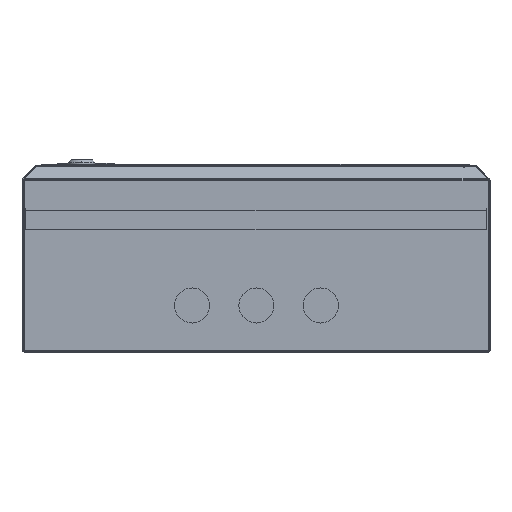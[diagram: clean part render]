
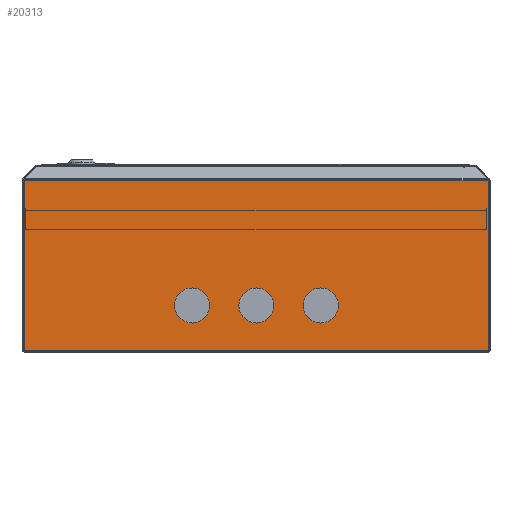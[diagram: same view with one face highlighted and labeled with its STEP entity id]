
A CAD part, front view. The second image highlights one B-rep face of the part: STEP entity #20313.
In plain terms, the highlighted planar face has unit normal (0, -1, 0).
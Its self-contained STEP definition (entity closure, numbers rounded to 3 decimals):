
#286 = VERTEX_POINT ( 'NONE', #11529 ) ;
#302 = FACE_OUTER_BOUND ( 'NONE', #35039, .T. ) ;
#587 = VERTEX_POINT ( 'NONE', #7009 ) ;
#974 = EDGE_CURVE ( 'NONE', #17320, #16750, #37965, .T. ) ;
#1217 = CIRCLE ( 'NONE', #22587, 15. ) ;
#1249 = FACE_BOUND ( 'NONE', #38854, .T. ) ;
#1795 = VECTOR ( 'NONE', #20020, 1000. ) ;
#1878 = DIRECTION ( 'NONE',  ( -1., 0., 0. ) ) ;
#1977 = VECTOR ( 'NONE', #1878, 1000. ) ;
#2891 = DIRECTION ( 'NONE',  ( 0., -1., 0. ) ) ;
#3506 = PLANE ( 'NONE',  #12451 ) ;
#3516 = AXIS2_PLACEMENT_3D ( 'NONE', #16517, #37661, #19570 ) ;
#4237 = EDGE_CURVE ( 'NONE', #286, #28062, #9094, .T. ) ;
#4307 = CARTESIAN_POINT ( 'NONE',  ( -144.65, 0., 38.3 ) ) ;
#5009 = DIRECTION ( 'NONE',  ( -1., 0., 0. ) ) ;
#5683 = CIRCLE ( 'NONE', #13134, 15. ) ;
#6558 = DIRECTION ( 'NONE',  ( 1., 0., 0. ) ) ;
#7009 = CARTESIAN_POINT ( 'NONE',  ( -397.6, 0., 0. ) ) ;
#7310 = CIRCLE ( 'NONE', #20412, 15. ) ;
#7362 = DIRECTION ( 'NONE',  ( 1., 0., 0. ) ) ;
#8318 = FACE_BOUND ( 'NONE', #35323, .T. ) ;
#9094 = CIRCLE ( 'NONE', #30303, 15. ) ;
#9344 = DIRECTION ( 'NONE',  ( 0., -1., 0. ) ) ;
#9608 = EDGE_CURVE ( 'NONE', #16750, #17320, #1217, .T. ) ;
#10438 = EDGE_CURVE ( 'NONE', #31203, #587, #27315, .T. ) ;
#10583 = VERTEX_POINT ( 'NONE', #26825 ) ;
#10615 = CARTESIAN_POINT ( 'NONE',  ( -269.65, 0., 38.3 ) ) ;
#10954 = CARTESIAN_POINT ( 'NONE',  ( 0., 0., 0. ) ) ;
#11529 = CARTESIAN_POINT ( 'NONE',  ( -129.65, 0., 38.3 ) ) ;
#12350 = EDGE_CURVE ( 'NONE', #19082, #10583, #7310, .T. ) ;
#12451 = AXIS2_PLACEMENT_3D ( 'NONE', #36696, #24661, #6558 ) ;
#12854 = CIRCLE ( 'NONE', #3516, 15. ) ;
#13038 = CARTESIAN_POINT ( 'NONE',  ( -1.7, 0., 0. ) ) ;
#13134 = AXIS2_PLACEMENT_3D ( 'NONE', #4307, #25472, #7362 ) ;
#14947 = EDGE_CURVE ( 'NONE', #35407, #31001, #26109, .T. ) ;
#15110 = CARTESIAN_POINT ( 'NONE',  ( -144.65, 0., 38.3 ) ) ;
#15546 = ORIENTED_EDGE ( 'NONE', *, *, #10438, .F. ) ;
#15552 = CARTESIAN_POINT ( 'NONE',  ( -254.65, 0., 38.3 ) ) ;
#16517 = CARTESIAN_POINT ( 'NONE',  ( -254.65, 0., 38.3 ) ) ;
#16750 = VERTEX_POINT ( 'NONE', #22876 ) ;
#16948 = CARTESIAN_POINT ( 'NONE',  ( -397.6, 0., 145.4 ) ) ;
#17320 = VERTEX_POINT ( 'NONE', #38310 ) ;
#17434 = ORIENTED_EDGE ( 'NONE', *, *, #38669, .F. ) ;
#17845 = LINE ( 'NONE', #16948, #1795 ) ;
#17921 = VECTOR ( 'NONE', #26195, 1000. ) ;
#18163 = DIRECTION ( 'NONE',  ( 1., 0., 0. ) ) ;
#18324 = VECTOR ( 'NONE', #5009, 1000. ) ;
#18600 = DIRECTION ( 'NONE',  ( -1., 0., 0. ) ) ;
#19082 = VERTEX_POINT ( 'NONE', #10615 ) ;
#19570 = DIRECTION ( 'NONE',  ( -1., 0., 0. ) ) ;
#19627 = ORIENTED_EDGE ( 'NONE', *, *, #26842, .F. ) ;
#20020 = DIRECTION ( 'NONE',  ( 0., 0., -1. ) ) ;
#20128 = CARTESIAN_POINT ( 'NONE',  ( -1.7, 0., 145.4 ) ) ;
#20313 = ADVANCED_FACE ( 'NONE', ( #32482, #8318, #1249, #302 ), #3506, .T. ) ;
#20412 = AXIS2_PLACEMENT_3D ( 'NONE', #15552, #36722, #18600 ) ;
#21010 = CARTESIAN_POINT ( 'NONE',  ( -199.65, 0., 38.3 ) ) ;
#21755 = EDGE_LOOP ( 'NONE', ( #17434, #28590 ) ) ;
#21963 = ORIENTED_EDGE ( 'NONE', *, *, #4237, .F. ) ;
#22587 = AXIS2_PLACEMENT_3D ( 'NONE', #27473, #9344, #30558 ) ;
#22876 = CARTESIAN_POINT ( 'NONE',  ( -184.65, 0., 38.3 ) ) ;
#23114 = ORIENTED_EDGE ( 'NONE', *, *, #974, .F. ) ;
#24023 = DIRECTION ( 'NONE',  ( 1., 0., 0. ) ) ;
#24661 = DIRECTION ( 'NONE',  ( 0., -1., 0. ) ) ;
#25472 = DIRECTION ( 'NONE',  ( 0., -1., 0. ) ) ;
#26109 = LINE ( 'NONE', #35066, #1977 ) ;
#26195 = DIRECTION ( 'NONE',  ( 0., 0., -1. ) ) ;
#26825 = CARTESIAN_POINT ( 'NONE',  ( -239.65, 0., 38.3 ) ) ;
#26842 = EDGE_CURVE ( 'NONE', #28062, #286, #5683, .T. ) ;
#27315 = LINE ( 'NONE', #10954, #18324 ) ;
#27473 = CARTESIAN_POINT ( 'NONE',  ( -199.65, 0., 38.3 ) ) ;
#27507 = CARTESIAN_POINT ( 'NONE',  ( -159.65, 0., 38.3 ) ) ;
#27514 = ORIENTED_EDGE ( 'NONE', *, *, #35827, .T. ) ;
#28062 = VERTEX_POINT ( 'NONE', #27507 ) ;
#28590 = ORIENTED_EDGE ( 'NONE', *, *, #12350, .F. ) ;
#29930 = AXIS2_PLACEMENT_3D ( 'NONE', #21010, #2891, #24023 ) ;
#30303 = AXIS2_PLACEMENT_3D ( 'NONE', #15110, #36303, #18163 ) ;
#30448 = ORIENTED_EDGE ( 'NONE', *, *, #14947, .T. ) ;
#30558 = DIRECTION ( 'NONE',  ( 1., 0., 0. ) ) ;
#31001 = VERTEX_POINT ( 'NONE', #39141 ) ;
#31203 = VERTEX_POINT ( 'NONE', #13038 ) ;
#32133 = ORIENTED_EDGE ( 'NONE', *, *, #9608, .F. ) ;
#32137 = LINE ( 'NONE', #20128, #17921 ) ;
#32482 = FACE_BOUND ( 'NONE', #21755, .T. ) ;
#32892 = CARTESIAN_POINT ( 'NONE',  ( -1.7, 0., 145.4 ) ) ;
#34781 = ORIENTED_EDGE ( 'NONE', *, *, #35197, .F. ) ;
#35039 = EDGE_LOOP ( 'NONE', ( #15546, #34781, #30448, #27514 ) ) ;
#35066 = CARTESIAN_POINT ( 'NONE',  ( 0., 0., 145.4 ) ) ;
#35197 = EDGE_CURVE ( 'NONE', #35407, #31203, #32137, .T. ) ;
#35323 = EDGE_LOOP ( 'NONE', ( #21963, #19627 ) ) ;
#35407 = VERTEX_POINT ( 'NONE', #32892 ) ;
#35827 = EDGE_CURVE ( 'NONE', #31001, #587, #17845, .T. ) ;
#36303 = DIRECTION ( 'NONE',  ( 0., -1., 0. ) ) ;
#36696 = CARTESIAN_POINT ( 'NONE',  ( 0., 0., 145.4 ) ) ;
#36722 = DIRECTION ( 'NONE',  ( 0., -1., 0. ) ) ;
#37661 = DIRECTION ( 'NONE',  ( 0., -1., 0. ) ) ;
#37965 = CIRCLE ( 'NONE', #29930, 15. ) ;
#38310 = CARTESIAN_POINT ( 'NONE',  ( -214.65, 0., 38.3 ) ) ;
#38669 = EDGE_CURVE ( 'NONE', #10583, #19082, #12854, .T. ) ;
#38854 = EDGE_LOOP ( 'NONE', ( #32133, #23114 ) ) ;
#39141 = CARTESIAN_POINT ( 'NONE',  ( -397.6, 0., 145.4 ) ) ;
